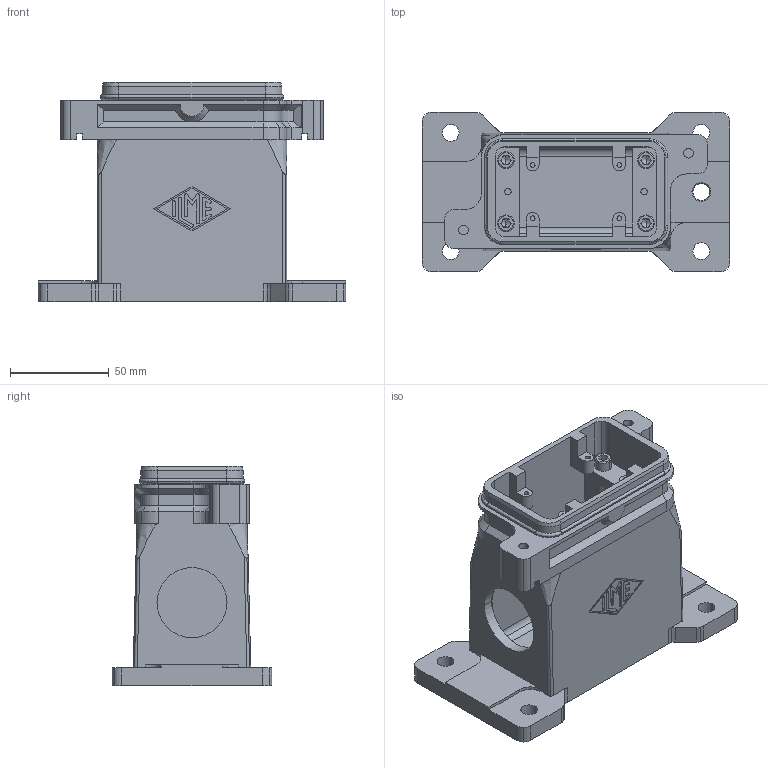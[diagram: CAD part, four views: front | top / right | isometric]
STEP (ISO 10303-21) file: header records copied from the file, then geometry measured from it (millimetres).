
FILE_DESCRIPTION((''),'2;1');
FILE_NAME('CGP 06.29.stp','2007-01-11T16:00:44',('gembarski'),(''),'Autodesk Inventor 7','Autodesk Inventor 7','');
FILE_SCHEMA(('AUTOMOTIVE_DESIGN { 1 0 10303 214 1 1 1 1 }'));
Length unit declared in the file: millimetre
Products named in the file (1): Sockelgehäuse
Bounding box: 156 x 81 x 111 mm (x, y, z)
Volume: 291866.8 mm3; surface area: 95786.2 mm2
Topology: 1 solids, 7 shells, 549 faces, 1445 edges, 912 vertices
Faces by surface type: plane 227, cylinder 196, bspline 76, cone 30, torus 20
Entity records: 18050 total; most frequent: CARTESIAN_POINT 4377, ORIENTED_EDGE 2866, DIRECTION 2863, EDGE_CURVE 1433, AXIS2_PLACEMENT_3D 1010, VERTEX_POINT 912, VECTOR 843, LINE 843
